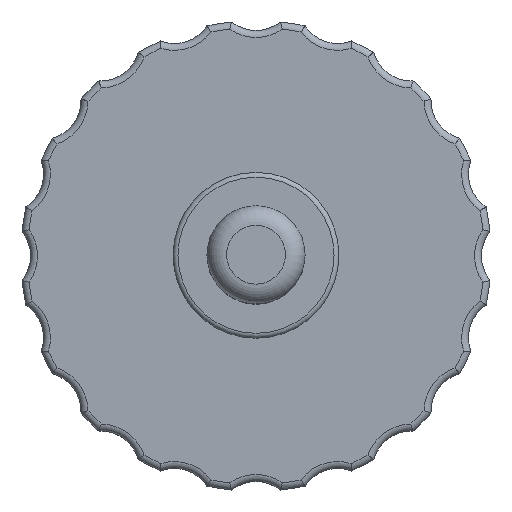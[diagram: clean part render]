
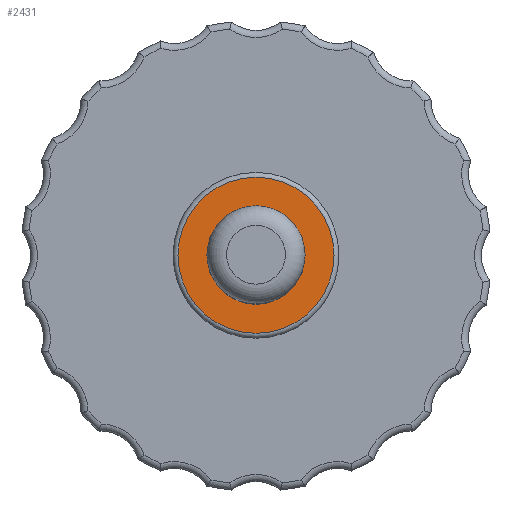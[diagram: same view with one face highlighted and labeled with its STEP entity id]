
A CAD part, top view. The second image highlights one B-rep face of the part: STEP entity #2431.
In plain terms, the highlighted planar face has unit normal (0, 0, 1).
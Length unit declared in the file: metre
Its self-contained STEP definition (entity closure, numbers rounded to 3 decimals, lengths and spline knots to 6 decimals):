
#202=PLANE('',#2795);
#389=CIRCLE('',#2796,0.0025);
#390=CIRCLE('',#2797,0.003981);
#1035=ORIENTED_EDGE('',*,*,#1426,.F.);
#1036=ORIENTED_EDGE('',*,*,#1427,.T.);
#1426=EDGE_CURVE('',#1649,#1649,#389,.T.);
#1427=EDGE_CURVE('',#1650,#1650,#390,.T.);
#1649=VERTEX_POINT('',#4515);
#1650=VERTEX_POINT('',#4517);
#2023=EDGE_LOOP('',(#1035));
#2024=EDGE_LOOP('',(#1036));
#2211=FACE_BOUND('',#2023,.T.);
#2212=FACE_BOUND('',#2024,.T.);
#2431=ADVANCED_FACE('',(#2211,#2212),#202,.T.);
#2795=AXIS2_PLACEMENT_3D('',#4513,#3531,#3532);
#2796=AXIS2_PLACEMENT_3D('',#4514,#3533,#3534);
#2797=AXIS2_PLACEMENT_3D('',#4516,#3535,#3536);
#3531=DIRECTION('',(0.,0.,1.));
#3532=DIRECTION('',(1.,0.,0.));
#3533=DIRECTION('',(0.,0.,1.));
#3534=DIRECTION('',(1.,0.,0.));
#3535=DIRECTION('',(0.,0.,1.));
#3536=DIRECTION('',(1.,0.,0.));
#4513=CARTESIAN_POINT('',(-0.030168,-0.040381,0.0308));
#4514=CARTESIAN_POINT('',(-0.030168,-0.040381,0.0308));
#4515=CARTESIAN_POINT('',(-0.027668,-0.040381,0.0308));
#4516=CARTESIAN_POINT('',(-0.030168,-0.040381,0.0308));
#4517=CARTESIAN_POINT('',(-0.026186,-0.040381,0.0308));
